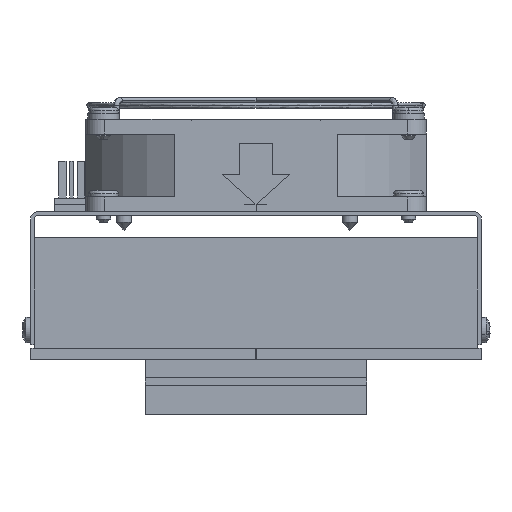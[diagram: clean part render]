
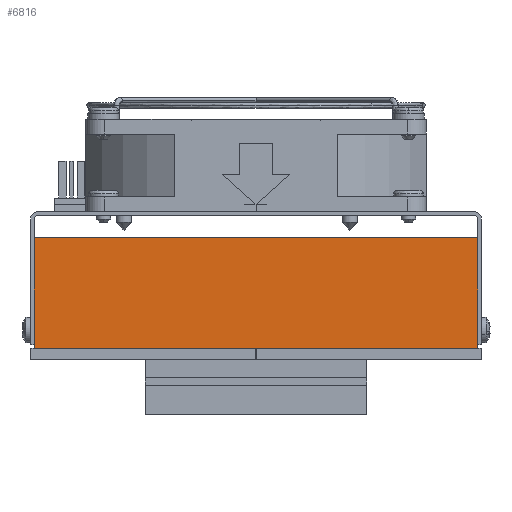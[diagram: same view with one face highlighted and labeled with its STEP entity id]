
A CAD part, front view. The second image highlights one B-rep face of the part: STEP entity #6816.
In plain terms, the highlighted planar face has unit normal (0, -1, 0).
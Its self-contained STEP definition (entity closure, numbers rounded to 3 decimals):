
#1099 = CARTESIAN_POINT ( 'NONE',  ( 0., -115., 20. ) ) ;
#1117 = VERTEX_POINT ( 'NONE', #25655 ) ;
#2650 = EDGE_LOOP ( 'NONE', ( #16788, #22810, #24563, #26097, #28755, #12605 ) ) ;
#3429 = CARTESIAN_POINT ( 'NONE',  ( -0.1, -115., 20. ) ) ;
#3759 = LINE ( 'NONE', #12506, #28740 ) ;
#4449 = CARTESIAN_POINT ( 'NONE',  ( 60., -115., 20. ) ) ;
#5501 = CARTESIAN_POINT ( 'NONE',  ( -60., -115., 20. ) ) ;
#6816 = ADVANCED_FACE ( 'NONE', ( #16344 ), #23595, .F. ) ;
#7227 = LINE ( 'NONE', #20689, #29166 ) ;
#7464 = EDGE_CURVE ( 'NONE', #24702, #1117, #3759, .T. ) ;
#7648 = VERTEX_POINT ( 'NONE', #4449 ) ;
#8300 = DIRECTION ( 'NONE',  ( -1., 0., 0. ) ) ;
#12079 = VECTOR ( 'NONE', #28694, 1000. ) ;
#12083 = LINE ( 'NONE', #19553, #23820 ) ;
#12157 = DIRECTION ( 'NONE',  ( -1., 0., 0. ) ) ;
#12166 = VECTOR ( 'NONE', #15272, 1000. ) ;
#12273 = CARTESIAN_POINT ( 'NONE',  ( -60., -115., 50. ) ) ;
#12506 = CARTESIAN_POINT ( 'NONE',  ( -60., -115., 50. ) ) ;
#12605 = ORIENTED_EDGE ( 'NONE', *, *, #27595, .F. ) ;
#12969 = LINE ( 'NONE', #1099, #25076 ) ;
#14300 = CARTESIAN_POINT ( 'NONE',  ( 0.1, -115., 20. ) ) ;
#15272 = DIRECTION ( 'NONE',  ( -1., 0., 0. ) ) ;
#15592 = DIRECTION ( 'NONE',  ( 0., 0., 1. ) ) ;
#16312 = LINE ( 'NONE', #24251, #12166 ) ;
#16344 = FACE_OUTER_BOUND ( 'NONE', #2650, .T. ) ;
#16788 = ORIENTED_EDGE ( 'NONE', *, *, #7464, .F. ) ;
#17265 = DIRECTION ( 'NONE',  ( 1., 0., 0. ) ) ;
#17923 = EDGE_CURVE ( 'NONE', #19722, #27853, #12969, .T. ) ;
#18789 = EDGE_CURVE ( 'NONE', #26992, #19722, #16312, .T. ) ;
#19553 = CARTESIAN_POINT ( 'NONE',  ( 0., -115., 20. ) ) ;
#19722 = VERTEX_POINT ( 'NONE', #3429 ) ;
#20689 = CARTESIAN_POINT ( 'NONE',  ( -60., -115., 20. ) ) ;
#20724 = EDGE_CURVE ( 'NONE', #27853, #24702, #7227, .T. ) ;
#22810 = ORIENTED_EDGE ( 'NONE', *, *, #20724, .F. ) ;
#23099 = LINE ( 'NONE', #29107, #12079 ) ;
#23285 = CARTESIAN_POINT ( 'NONE',  ( -60., -115., 20. ) ) ;
#23595 = PLANE ( 'NONE',  #24132 ) ;
#23820 = VECTOR ( 'NONE', #12157, 1000. ) ;
#24132 = AXIS2_PLACEMENT_3D ( 'NONE', #23285, #25598, #30656 ) ;
#24251 = CARTESIAN_POINT ( 'NONE',  ( 0., -115., 20. ) ) ;
#24563 = ORIENTED_EDGE ( 'NONE', *, *, #17923, .F. ) ;
#24702 = VERTEX_POINT ( 'NONE', #12273 ) ;
#25076 = VECTOR ( 'NONE', #8300, 1000. ) ;
#25598 = DIRECTION ( 'NONE',  ( 0., 1., 0. ) ) ;
#25655 = CARTESIAN_POINT ( 'NONE',  ( 60., -115., 50. ) ) ;
#26097 = ORIENTED_EDGE ( 'NONE', *, *, #18789, .F. ) ;
#26992 = VERTEX_POINT ( 'NONE', #14300 ) ;
#27595 = EDGE_CURVE ( 'NONE', #1117, #7648, #23099, .T. ) ;
#27853 = VERTEX_POINT ( 'NONE', #5501 ) ;
#28694 = DIRECTION ( 'NONE',  ( 0., 0., -1. ) ) ;
#28740 = VECTOR ( 'NONE', #17265, 1000. ) ;
#28755 = ORIENTED_EDGE ( 'NONE', *, *, #30136, .F. ) ;
#29107 = CARTESIAN_POINT ( 'NONE',  ( 60., -115., 50. ) ) ;
#29166 = VECTOR ( 'NONE', #15592, 1000. ) ;
#30136 = EDGE_CURVE ( 'NONE', #7648, #26992, #12083, .T. ) ;
#30656 = DIRECTION ( 'NONE',  ( 0., 0., 1. ) ) ;
